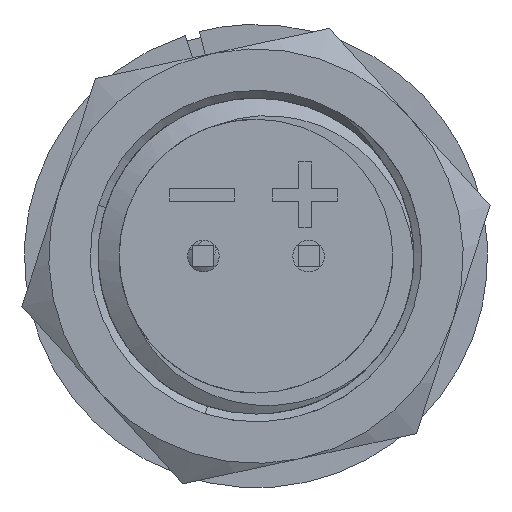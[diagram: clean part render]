
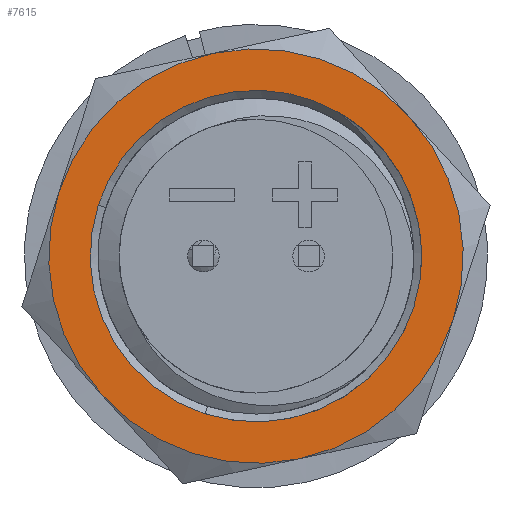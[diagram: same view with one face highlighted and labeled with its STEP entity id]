
A CAD part, front view. The second image highlights one B-rep face of the part: STEP entity #7615.
In plain terms, the highlighted face is planar.
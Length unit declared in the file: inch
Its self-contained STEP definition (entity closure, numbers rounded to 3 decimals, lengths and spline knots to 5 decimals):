
#50 = AXIS2_PLACEMENT_3D ( 'NONE', #2234, #5952, #4194 ) ;
#117 = EDGE_CURVE ( 'NONE', #6914, #1041, #2002, .T. ) ;
#128 = CARTESIAN_POINT ( 'NONE',  ( -0.19685, 0., 0.04843 ) ) ;
#142 = CARTESIAN_POINT ( 'NONE',  ( -0.09843, -0.17048, 0.04843 ) ) ;
#158 = ORIENTED_EDGE ( 'NONE', *, *, #7123, .T. ) ;
#453 = EDGE_CURVE ( 'NONE', #7171, #5280, #7749, .T. ) ;
#532 = CARTESIAN_POINT ( 'NONE',  ( -0.15748, 0., 0.04843 ) ) ;
#689 = DIRECTION ( 'NONE',  ( 0., 0., 1. ) ) ;
#857 = CARTESIAN_POINT ( 'NONE',  ( 0., 0., 0.04843 ) ) ;
#927 = DIRECTION ( 'NONE',  ( 0., 0., 1. ) ) ;
#1041 = VERTEX_POINT ( 'NONE', #4269 ) ;
#1077 = CARTESIAN_POINT ( 'NONE',  ( 0., 0., 0.04843 ) ) ;
#1139 = CARTESIAN_POINT ( 'NONE',  ( 0., 0., 0.04843 ) ) ;
#1191 = DIRECTION ( 'NONE',  ( 1., 0., 0. ) ) ;
#1387 = FACE_OUTER_BOUND ( 'NONE', #5494, .T. ) ;
#1416 = CARTESIAN_POINT ( 'NONE',  ( 0.03203, 0.15419, 0.04843 ) ) ;
#1421 = DIRECTION ( 'NONE',  ( 1., 0., 0. ) ) ;
#2002 = CIRCLE ( 'NONE', #2253, 0.15748 ) ;
#2234 = CARTESIAN_POINT ( 'NONE',  ( 0., 0., 0.04843 ) ) ;
#2253 = AXIS2_PLACEMENT_3D ( 'NONE', #1077, #5576, #2311 ) ;
#2274 = CIRCLE ( 'NONE', #5010, 0.15748 ) ;
#2311 = DIRECTION ( 'NONE',  ( 1., 0., 0. ) ) ;
#2482 = EDGE_LOOP ( 'NONE', ( #3227, #6599, #3519, #6157 ) ) ;
#2555 = EDGE_CURVE ( 'NONE', #6892, #1041, #2274, .T. ) ;
#2618 = CIRCLE ( 'NONE', #4696, 0.19685 ) ;
#2785 = CIRCLE ( 'NONE', #5009, 0.19685 ) ;
#2854 = ORIENTED_EDGE ( 'NONE', *, *, #6043, .T. ) ;
#3052 = DIRECTION ( 'NONE',  ( 1., 0., 0. ) ) ;
#3099 = DIRECTION ( 'NONE',  ( 1., 0., 0. ) ) ;
#3127 = ORIENTED_EDGE ( 'NONE', *, *, #4250, .T. ) ;
#3224 = FACE_BOUND ( 'NONE', #2482, .T. ) ;
#3226 = DIRECTION ( 'NONE',  ( 0., 0., -1. ) ) ;
#3227 = ORIENTED_EDGE ( 'NONE', *, *, #4597, .F. ) ;
#3259 = PLANE ( 'NONE',  #6264 ) ;
#3424 = CARTESIAN_POINT ( 'NONE',  ( -0.09843, 0.17048, 0.04843 ) ) ;
#3514 = EDGE_CURVE ( 'NONE', #4165, #6892, #4502, .T. ) ;
#3519 = ORIENTED_EDGE ( 'NONE', *, *, #2555, .T. ) ;
#3663 = DIRECTION ( 'NONE',  ( 0., 0., 1. ) ) ;
#3716 = DIRECTION ( 'NONE',  ( 0., 0., 1. ) ) ;
#3744 = CIRCLE ( 'NONE', #4912, 0.19685 ) ;
#3756 = DIRECTION ( 'NONE',  ( 0., 0., -1. ) ) ;
#4165 = VERTEX_POINT ( 'NONE', #1416 ) ;
#4194 = DIRECTION ( 'NONE',  ( 1., 0., 0. ) ) ;
#4250 = EDGE_CURVE ( 'NONE', #7370, #7903, #2785, .T. ) ;
#4269 = CARTESIAN_POINT ( 'NONE',  ( 0., -0.15748, 0.04843 ) ) ;
#4303 = CIRCLE ( 'NONE', #4559, 0.19685 ) ;
#4349 = ORIENTED_EDGE ( 'NONE', *, *, #453, .T. ) ;
#4356 = AXIS2_PLACEMENT_3D ( 'NONE', #5703, #5085, #7520 ) ;
#4396 = CARTESIAN_POINT ( 'NONE',  ( 0.19685, 0., 0.04843 ) ) ;
#4502 = CIRCLE ( 'NONE', #7652, 0.15748 ) ;
#4559 = AXIS2_PLACEMENT_3D ( 'NONE', #5471, #3716, #7361 ) ;
#4597 = EDGE_CURVE ( 'NONE', #4165, #6914, #4744, .T. ) ;
#4696 = AXIS2_PLACEMENT_3D ( 'NONE', #6152, #3663, #3052 ) ;
#4718 = DIRECTION ( 'NONE',  ( 1., 0., 0. ) ) ;
#4744 = CIRCLE ( 'NONE', #4356, 0.15748 ) ;
#4891 = DIRECTION ( 'NONE',  ( 0., 0., 1. ) ) ;
#4912 = AXIS2_PLACEMENT_3D ( 'NONE', #7560, #4891, #3099 ) ;
#5009 = AXIS2_PLACEMENT_3D ( 'NONE', #5903, #927, #4718 ) ;
#5010 = AXIS2_PLACEMENT_3D ( 'NONE', #1139, #3756, #7406 ) ;
#5085 = DIRECTION ( 'NONE',  ( 0., 0., 1. ) ) ;
#5222 = CARTESIAN_POINT ( 'NONE',  ( -0.19685, 0.11365, 0.04843 ) ) ;
#5280 = VERTEX_POINT ( 'NONE', #6462 ) ;
#5471 = CARTESIAN_POINT ( 'NONE',  ( 0., 0., 0.04843 ) ) ;
#5494 = EDGE_LOOP ( 'NONE', ( #7075, #2854, #158, #3127, #5701, #4349 ) ) ;
#5576 = DIRECTION ( 'NONE',  ( 0., 0., 1. ) ) ;
#5701 = ORIENTED_EDGE ( 'NONE', *, *, #6253, .T. ) ;
#5703 = CARTESIAN_POINT ( 'NONE',  ( 0., 0., 0.04843 ) ) ;
#5903 = CARTESIAN_POINT ( 'NONE',  ( 0., 0., 0.04843 ) ) ;
#5952 = DIRECTION ( 'NONE',  ( 0., 0., 1. ) ) ;
#5973 = VERTEX_POINT ( 'NONE', #6955 ) ;
#6043 = EDGE_CURVE ( 'NONE', #6203, #5973, #6205, .T. ) ;
#6052 = CARTESIAN_POINT ( 'NONE',  ( 0.15748, 0., 0.04843 ) ) ;
#6152 = CARTESIAN_POINT ( 'NONE',  ( 0., 0., 0.04843 ) ) ;
#6157 = ORIENTED_EDGE ( 'NONE', *, *, #117, .F. ) ;
#6175 = CARTESIAN_POINT ( 'NONE',  ( 0., 0., 0.04843 ) ) ;
#6203 = VERTEX_POINT ( 'NONE', #4396 ) ;
#6205 = CIRCLE ( 'NONE', #50, 0.19685 ) ;
#6253 = EDGE_CURVE ( 'NONE', #7903, #7171, #3744, .T. ) ;
#6264 = AXIS2_PLACEMENT_3D ( 'NONE', #5222, #689, #1421 ) ;
#6462 = CARTESIAN_POINT ( 'NONE',  ( 0.09843, -0.17048, 0.04843 ) ) ;
#6599 = ORIENTED_EDGE ( 'NONE', *, *, #3514, .T. ) ;
#6756 = DIRECTION ( 'NONE',  ( 0., 0., 1. ) ) ;
#6892 = VERTEX_POINT ( 'NONE', #6052 ) ;
#6914 = VERTEX_POINT ( 'NONE', #532 ) ;
#6955 = CARTESIAN_POINT ( 'NONE',  ( 0.09843, 0.17048, 0.04843 ) ) ;
#7032 = DIRECTION ( 'NONE',  ( -1., 0., 0. ) ) ;
#7075 = ORIENTED_EDGE ( 'NONE', *, *, #7821, .T. ) ;
#7123 = EDGE_CURVE ( 'NONE', #5973, #7370, #4303, .T. ) ;
#7171 = VERTEX_POINT ( 'NONE', #142 ) ;
#7361 = DIRECTION ( 'NONE',  ( 1., 0., 0. ) ) ;
#7370 = VERTEX_POINT ( 'NONE', #3424 ) ;
#7406 = DIRECTION ( 'NONE',  ( -1., 0., 0. ) ) ;
#7520 = DIRECTION ( 'NONE',  ( 1., 0., 0. ) ) ;
#7560 = CARTESIAN_POINT ( 'NONE',  ( 0., 0., 0.04843 ) ) ;
#7615 = ADVANCED_FACE ( 'NONE', ( #3224, #1387 ), #3259, .T. ) ;
#7652 = AXIS2_PLACEMENT_3D ( 'NONE', #857, #3226, #7032 ) ;
#7749 = CIRCLE ( 'NONE', #7762, 0.19685 ) ;
#7762 = AXIS2_PLACEMENT_3D ( 'NONE', #6175, #6756, #1191 ) ;
#7821 = EDGE_CURVE ( 'NONE', #5280, #6203, #2618, .T. ) ;
#7903 = VERTEX_POINT ( 'NONE', #128 ) ;
